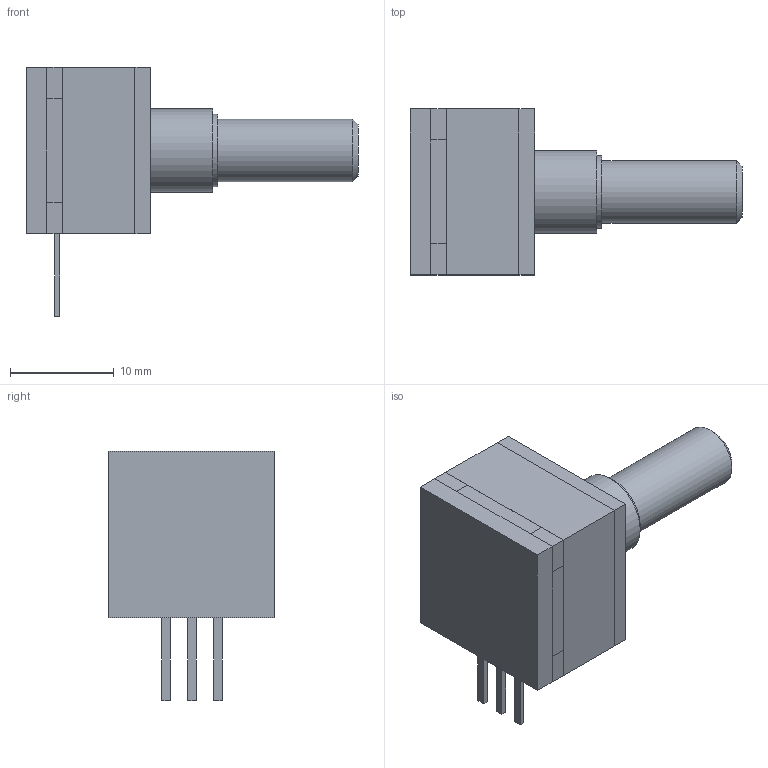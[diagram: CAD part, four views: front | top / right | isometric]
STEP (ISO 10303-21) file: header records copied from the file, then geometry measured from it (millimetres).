
FILE_DESCRIPTION(('FreeCAD Model'),'2;1');
FILE_NAME('Open CASCADE Shape Model','2022-05-08T13:33:08',( 'kicad StepUp'),('ksu MCAD'),'Open CASCADE STEP processor 7.5', 'FreeCAD','Unknown');
FILE_SCHEMA(('AUTOMOTIVE_DESIGN { 1 0 10303 214 1 1 1 1 }'));
Length unit declared in the file: millimetre
Products named in the file (1): Compound
Bounding box: 32 x 16 x 24 mm (x, y, z)
Volume: 3781.9 mm3; surface area: 3632.1 mm2
Topology: 8 solids, 8 shells, 89 faces, 182 edges, 113 vertices
Faces by surface type: plane 84, cylinder 4, cone 1
Full cylindrical faces by diameter (mm): 6 x1, 7 x2, 8 x1
Entity records: 2967 total; most frequent: CARTESIAN_POINT 385, DIRECTION 375, ORIENTED_EDGE 364, EDGE_CURVE 182, LINE 169, VECTOR 169, VERTEX_POINT 113, AXIS2_PLACEMENT_3D 103
